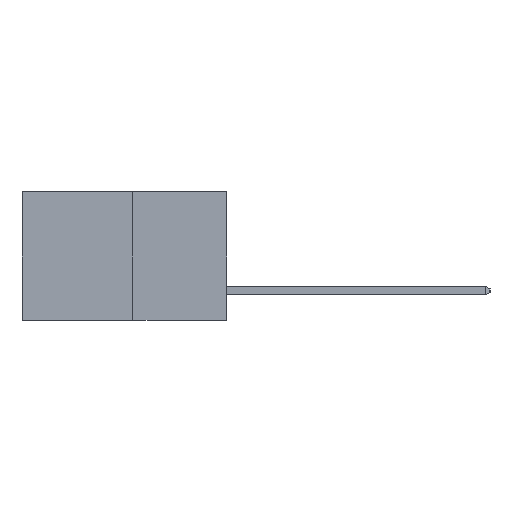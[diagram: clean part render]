
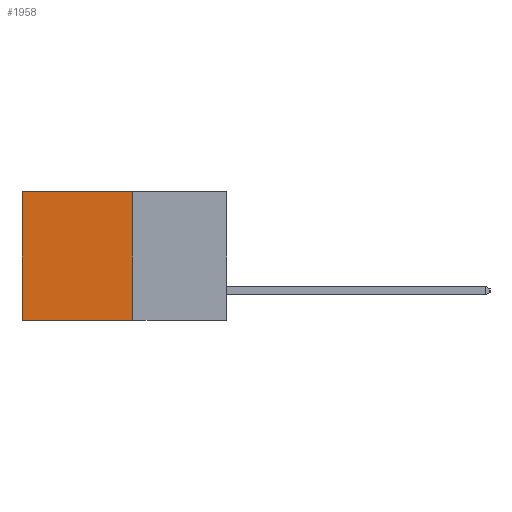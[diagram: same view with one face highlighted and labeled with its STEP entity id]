
A CAD part, left-side view. The second image highlights one B-rep face of the part: STEP entity #1958.
In plain terms, the highlighted planar face has unit normal (-1, 0, 0).
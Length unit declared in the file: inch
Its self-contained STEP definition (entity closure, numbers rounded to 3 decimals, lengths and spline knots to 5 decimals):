
#753 = VERTEX_POINT ( 'NONE', #18864 ) ;
#798 = ORIENTED_EDGE ( 'NONE', *, *, #7871, .T. ) ;
#1208 = PLANE ( 'NONE',  #17976 ) ;
#1367 = VERTEX_POINT ( 'NONE', #3911 ) ;
#1958 = ADVANCED_FACE ( 'NONE', ( #14102 ), #1208, .F. ) ;
#3471 = VERTEX_POINT ( 'NONE', #17929 ) ;
#3723 = EDGE_CURVE ( 'NONE', #10682, #753, #15903, .T. ) ;
#3911 = CARTESIAN_POINT ( 'NONE',  ( 0.277, 0.59, 0. ) ) ;
#4905 = EDGE_LOOP ( 'NONE', ( #798, #9425, #9265, #18611 ) ) ;
#5030 = CARTESIAN_POINT ( 'NONE',  ( 0.277, 0.27, -0.37 ) ) ;
#5516 = DIRECTION ( 'NONE',  ( 0., 0., -1. ) ) ;
#6250 = CARTESIAN_POINT ( 'NONE',  ( 0.277, 0.27, 0. ) ) ;
#6731 = DIRECTION ( 'NONE',  ( 0., 1., 0. ) ) ;
#6900 = VECTOR ( 'NONE', #6731, 39.37008 ) ;
#7871 = EDGE_CURVE ( 'NONE', #1367, #753, #20588, .T. ) ;
#8440 = VECTOR ( 'NONE', #18076, 39.37008 ) ;
#9265 = ORIENTED_EDGE ( 'NONE', *, *, #9912, .F. ) ;
#9362 = CARTESIAN_POINT ( 'NONE',  ( 0.277, 0.27, -0.37 ) ) ;
#9425 = ORIENTED_EDGE ( 'NONE', *, *, #3723, .F. ) ;
#9912 = EDGE_CURVE ( 'NONE', #3471, #10682, #13386, .T. ) ;
#10343 = DIRECTION ( 'NONE',  ( 1., 0., 0. ) ) ;
#10682 = VERTEX_POINT ( 'NONE', #9362 ) ;
#12578 = CARTESIAN_POINT ( 'NONE',  ( 0.277, 0.27, -0.37 ) ) ;
#13386 = LINE ( 'NONE', #17354, #21833 ) ;
#14001 = CARTESIAN_POINT ( 'NONE',  ( 0.277, 0.59, -0.37 ) ) ;
#14102 = FACE_OUTER_BOUND ( 'NONE', #4905, .T. ) ;
#14133 = DIRECTION ( 'NONE',  ( 0., 0., -1. ) ) ;
#15675 = DIRECTION ( 'NONE',  ( 0., 0., -1. ) ) ;
#15903 = LINE ( 'NONE', #5030, #6900 ) ;
#16531 = EDGE_CURVE ( 'NONE', #3471, #1367, #21350, .T. ) ;
#17354 = CARTESIAN_POINT ( 'NONE',  ( 0.277, 0.27, -0.37 ) ) ;
#17929 = CARTESIAN_POINT ( 'NONE',  ( 0.277, 0.27, 0. ) ) ;
#17976 = AXIS2_PLACEMENT_3D ( 'NONE', #12578, #10343, #14133 ) ;
#18076 = DIRECTION ( 'NONE',  ( 0., 1., 0. ) ) ;
#18611 = ORIENTED_EDGE ( 'NONE', *, *, #16531, .T. ) ;
#18864 = CARTESIAN_POINT ( 'NONE',  ( 0.277, 0.59, -0.37 ) ) ;
#19554 = VECTOR ( 'NONE', #15675, 39.37008 ) ;
#20588 = LINE ( 'NONE', #14001, #19554 ) ;
#21350 = LINE ( 'NONE', #6250, #8440 ) ;
#21833 = VECTOR ( 'NONE', #5516, 39.37008 ) ;
